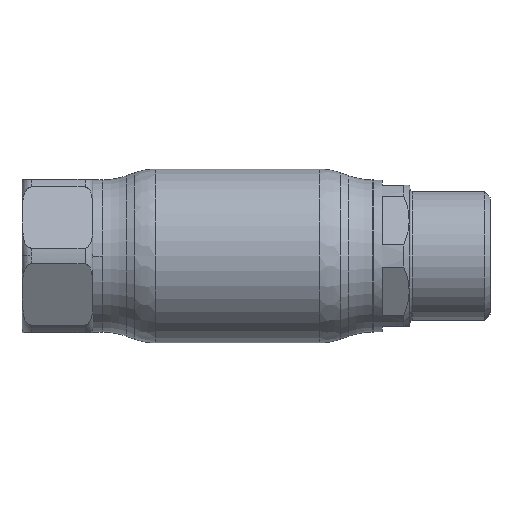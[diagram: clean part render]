
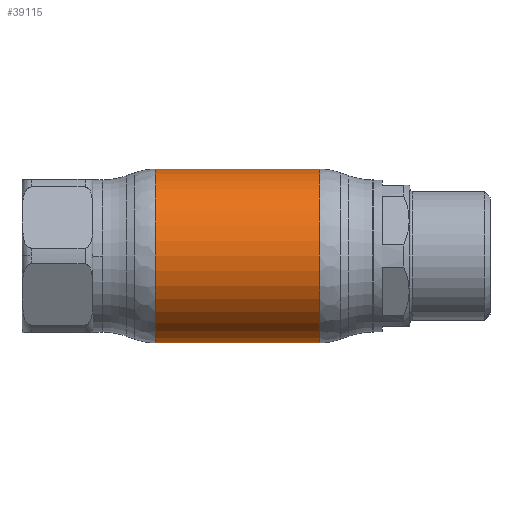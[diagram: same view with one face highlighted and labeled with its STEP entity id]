
A CAD part, front view. The second image highlights one B-rep face of the part: STEP entity #39115.
In plain terms, the highlighted cylindrical face has radius 28.25 mm (diameter 56.5 mm), a partial arc.
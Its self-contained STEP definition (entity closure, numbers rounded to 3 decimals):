
#1349 = ORIENTED_EDGE ( 'NONE', *, *, #26284, .T. ) ;
#2095 = DIRECTION ( 'NONE',  ( 0., 0., 1. ) ) ;
#2524 = ORIENTED_EDGE ( 'NONE', *, *, #26594, .T. ) ;
#2783 = EDGE_CURVE ( 'NONE', #14423, #12414, #24115, .T. ) ;
#2865 = VECTOR ( 'NONE', #17846, 1000. ) ;
#3469 = FACE_OUTER_BOUND ( 'NONE', #16868, .T. ) ;
#4419 = ORIENTED_EDGE ( 'NONE', *, *, #2783, .F. ) ;
#5069 = CARTESIAN_POINT ( 'NONE',  ( 26.673, 0., -28.25 ) ) ;
#5415 = LINE ( 'NONE', #13891, #2865 ) ;
#8012 = CYLINDRICAL_SURFACE ( 'NONE', #39520, 28.25 ) ;
#8360 = CIRCLE ( 'NONE', #39071, 28.25 ) ;
#9444 = CARTESIAN_POINT ( 'NONE',  ( 26.673, 0., 28.25 ) ) ;
#10032 = DIRECTION ( 'NONE',  ( -1., 0., 0. ) ) ;
#11052 = EDGE_CURVE ( 'NONE', #11272, #14423, #5415, .T. ) ;
#11258 = DIRECTION ( 'NONE',  ( 0., 0., 1. ) ) ;
#11272 = VERTEX_POINT ( 'NONE', #5069 ) ;
#12414 = VERTEX_POINT ( 'NONE', #44080 ) ;
#13891 = CARTESIAN_POINT ( 'NONE',  ( -62.69, 0., -28.25 ) ) ;
#14423 = VERTEX_POINT ( 'NONE', #21142 ) ;
#15807 = CARTESIAN_POINT ( 'NONE',  ( 26.673, 0., 0. ) ) ;
#16762 = DIRECTION ( 'NONE',  ( -1., 0., 0. ) ) ;
#16868 = EDGE_LOOP ( 'NONE', ( #17675, #2524, #1349, #4419 ) ) ;
#17675 = ORIENTED_EDGE ( 'NONE', *, *, #11052, .F. ) ;
#17846 = DIRECTION ( 'NONE',  ( -1., 0., 0. ) ) ;
#21142 = CARTESIAN_POINT ( 'NONE',  ( -26.673, 0., -28.25 ) ) ;
#24115 = CIRCLE ( 'NONE', #49486, 28.25 ) ;
#24153 = CARTESIAN_POINT ( 'NONE',  ( -26.673, 0., 0. ) ) ;
#26284 = EDGE_CURVE ( 'NONE', #38508, #12414, #48141, .T. ) ;
#26286 = CARTESIAN_POINT ( 'NONE',  ( -62.69, 0., 28.25 ) ) ;
#26594 = EDGE_CURVE ( 'NONE', #11272, #38508, #8360, .T. ) ;
#28170 = VECTOR ( 'NONE', #39861, 1000. ) ;
#37844 = DIRECTION ( 'NONE',  ( -1., 0., 0. ) ) ;
#38508 = VERTEX_POINT ( 'NONE', #9444 ) ;
#38805 = CARTESIAN_POINT ( 'NONE',  ( -62.69, 0., 0. ) ) ;
#39071 = AXIS2_PLACEMENT_3D ( 'NONE', #15807, #37844, #11258 ) ;
#39115 = ADVANCED_FACE ( 'NONE', ( #3469 ), #8012, .T. ) ;
#39520 = AXIS2_PLACEMENT_3D ( 'NONE', #38805, #16762, #47647 ) ;
#39861 = DIRECTION ( 'NONE',  ( -1., 0., 0. ) ) ;
#44080 = CARTESIAN_POINT ( 'NONE',  ( -26.673, 0., 28.25 ) ) ;
#47647 = DIRECTION ( 'NONE',  ( 0., 0., 1. ) ) ;
#48141 = LINE ( 'NONE', #26286, #28170 ) ;
#49486 = AXIS2_PLACEMENT_3D ( 'NONE', #24153, #10032, #2095 ) ;
